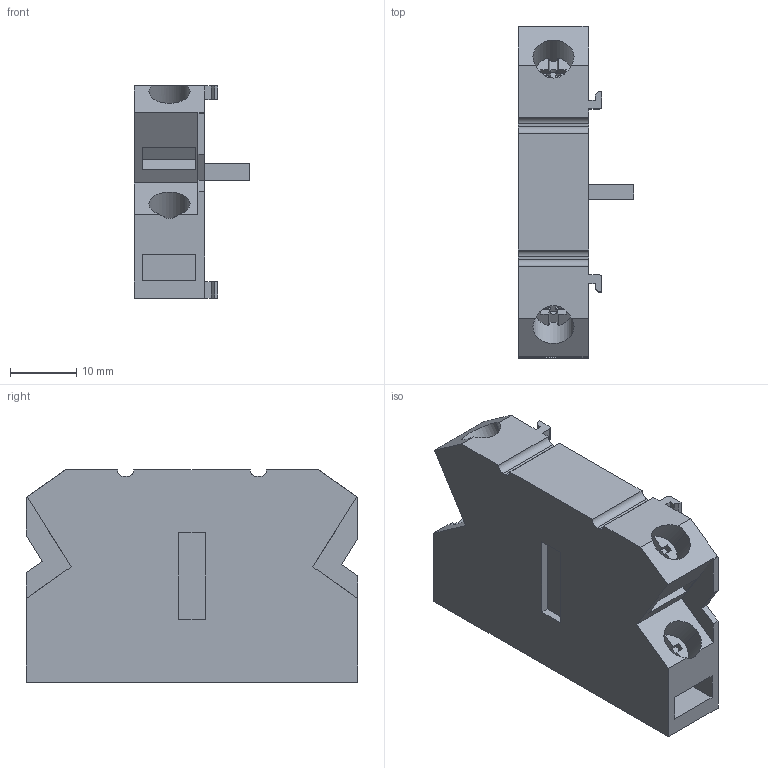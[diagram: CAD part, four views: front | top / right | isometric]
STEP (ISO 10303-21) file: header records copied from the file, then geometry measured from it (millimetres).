
FILE_DESCRIPTION(('STEP AP214'),'1');
FILE_NAME('cctmp_318697D2-6B3C-40FE-AFEC-CB69794BFAFD_2023_04_14_01_08_41_0625..stp','2023-04-13T23:08:42',('SIEMENS A&D'),('CADClick - www.CADClick.com'),'Spatial InterOp 3D postprocessed',' ','unknown authorization');
FILE_SCHEMA(('AUTOMOTIVE_DESIGN'));
Length unit declared in the file: millimetre
Products named in the file (3): cc_unnamed; 2023_04_14_01_08_41_0594; 2023_04_14_01_08_41_0562
Assembly tree (2 placements, depth 2):
  cc_unnamed
    2023_04_14_01_08_41_0594
    2023_04_14_01_08_41_0562
Bounding box: 17.4 x 50 x 32 mm (x, y, z)
Volume: 14522.4 mm3; surface area: 6246.3 mm2
Topology: 2 solids, 2 shells, 222 faces, 610 edges, 406 vertices
Faces by surface type: plane 174, cylinder 24, cone 24
Entity records: 11844 total; most frequent: CARTESIAN_POINT 1305, STYLED_ITEM 1240, PRESENTATION_STYLE_ASSIGNMENT 1240, ORIENTED_EDGE 1220, DIRECTION 1164, EDGE_CURVE 610, CURVE_STYLE 610, DRAUGHTING_PRE_DEFINED_CURVE_FONT 610
